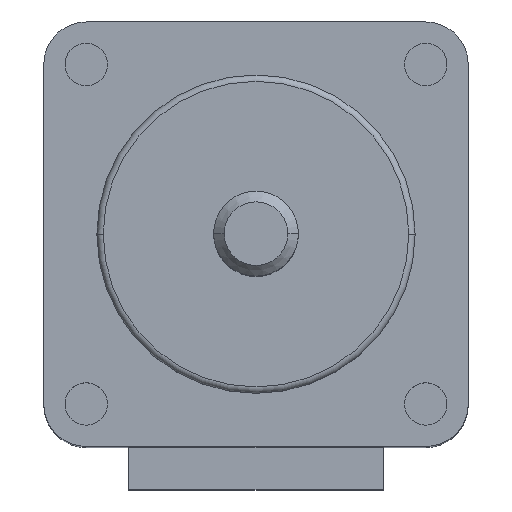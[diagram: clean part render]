
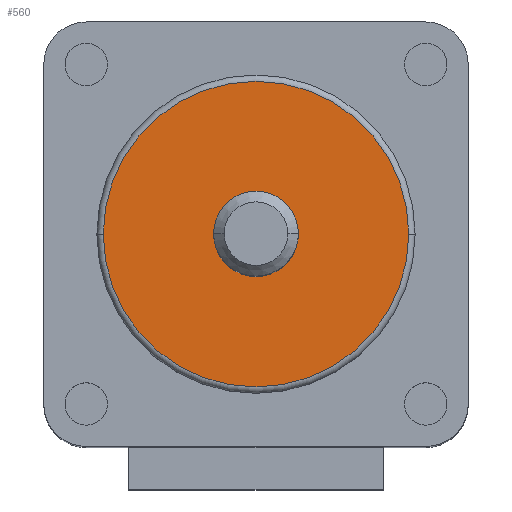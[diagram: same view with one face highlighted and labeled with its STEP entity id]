
A CAD part, top view. The second image highlights one B-rep face of the part: STEP entity #560.
In plain terms, the highlighted planar face has unit normal (0, 0, 1).
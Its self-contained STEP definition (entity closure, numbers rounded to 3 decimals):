
#28 = EDGE_LOOP ( 'NONE', ( #429, #432 ) ) ;
#32 = EDGE_LOOP ( 'NONE', ( #434, #433 ) ) ;
#38 = CIRCLE ( 'NONE', #87, 2. ) ;
#57 = AXIS2_PLACEMENT_3D ( 'NONE', #991, #992, #993 ) ;
#58 = CIRCLE ( 'NONE', #57, 7.2 ) ;
#87 = AXIS2_PLACEMENT_3D ( 'NONE', #280, #281, #282 ) ;
#95 = AXIS2_PLACEMENT_3D ( 'NONE', #304, #305, #306 ) ;
#166 = VERTEX_POINT ( 'NONE', #374 ) ;
#167 = VERTEX_POINT ( 'NONE', #375 ) ;
#172 = VERTEX_POINT ( 'NONE', #380 ) ;
#173 = VERTEX_POINT ( 'NONE', #381 ) ;
#251 = FACE_OUTER_BOUND ( 'NONE', #28, .T. ) ;
#252 = FACE_BOUND ( 'NONE', #32, .T. ) ;
#280 = CARTESIAN_POINT ( 'NONE',  ( 0., 0., 33. ) ) ;
#281 = DIRECTION ( 'NONE',  ( 0., 0., -1. ) ) ;
#282 = DIRECTION ( 'NONE',  ( 1., 0., 0. ) ) ;
#303 = PLANE ( 'NONE',  #95 ) ;
#304 = CARTESIAN_POINT ( 'NONE',  ( 0., 0., 33. ) ) ;
#305 = DIRECTION ( 'NONE',  ( 0., 0., 1. ) ) ;
#306 = DIRECTION ( 'NONE',  ( 1., 0., 0. ) ) ;
#374 = CARTESIAN_POINT ( 'NONE',  ( -7.2, 0., 33. ) ) ;
#375 = CARTESIAN_POINT ( 'NONE',  ( 7.2, 0., 33. ) ) ;
#380 = CARTESIAN_POINT ( 'NONE',  ( 2., 0., 33. ) ) ;
#381 = CARTESIAN_POINT ( 'NONE',  ( -2., 0., 33. ) ) ;
#429 = ORIENTED_EDGE ( 'NONE', *, *, #536, .T. ) ;
#432 = ORIENTED_EDGE ( 'NONE', *, *, #499, .T. ) ;
#433 = ORIENTED_EDGE ( 'NONE', *, *, #498, .T. ) ;
#434 = ORIENTED_EDGE ( 'NONE', *, *, #552, .T. ) ;
#498 = EDGE_CURVE ( 'NONE', #172, #173, #1098, .T. ) ;
#499 = EDGE_CURVE ( 'NONE', #166, #167, #1107, .T. ) ;
#536 = EDGE_CURVE ( 'NONE', #167, #166, #58, .T. ) ;
#552 = EDGE_CURVE ( 'NONE', #173, #172, #38, .T. ) ;
#560 = ADVANCED_FACE ( 'NONE', ( #251, #252 ), #303, .T. ) ;
#708 = CARTESIAN_POINT ( 'NONE',  ( 0., 0., 33. ) ) ;
#709 = DIRECTION ( 'NONE',  ( 0., 0., -1. ) ) ;
#710 = DIRECTION ( 'NONE',  ( 1., 0., 0. ) ) ;
#711 = CARTESIAN_POINT ( 'NONE',  ( 0., 0., 33. ) ) ;
#712 = DIRECTION ( 'NONE',  ( 0., 0., 1. ) ) ;
#713 = DIRECTION ( 'NONE',  ( 1., 0., 0. ) ) ;
#991 = CARTESIAN_POINT ( 'NONE',  ( 0., 0., 33. ) ) ;
#992 = DIRECTION ( 'NONE',  ( 0., 0., 1. ) ) ;
#993 = DIRECTION ( 'NONE',  ( 1., 0., 0. ) ) ;
#1082 = AXIS2_PLACEMENT_3D ( 'NONE', #708, #709, #710 ) ;
#1098 = CIRCLE ( 'NONE', #1082, 2. ) ;
#1107 = CIRCLE ( 'NONE', #1110, 7.2 ) ;
#1110 = AXIS2_PLACEMENT_3D ( 'NONE', #711, #712, #713 ) ;
